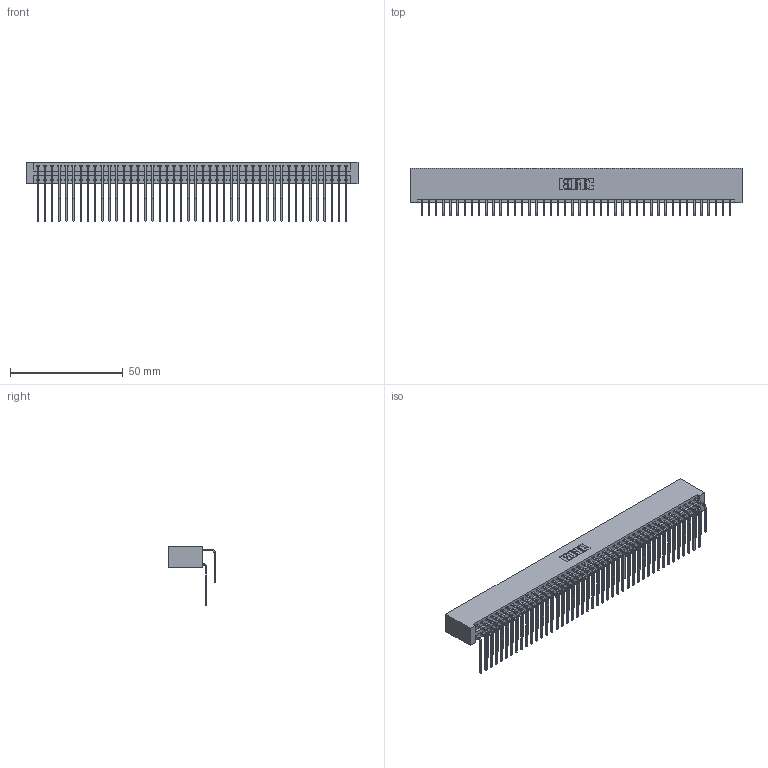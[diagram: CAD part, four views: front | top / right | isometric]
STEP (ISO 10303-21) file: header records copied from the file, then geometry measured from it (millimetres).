
FILE_DESCRIPTION (( 'STEP AP203' ), '1' );
FILE_NAME ('396-088-559-201.STEP', '2019-11-03T13:59:45', ( '' ), ( '' ), 'SwSTEP 2.0', 'SolidWorks 2016', '' );
FILE_SCHEMA (( 'CONFIG_CONTROL_DESIGN' ));
Length unit declared in the file: inch
Products named in the file (4): 396-088-559-201; 345-292-001_558 559 Tail - 1; 346 Part_No Mounting Lugs; 345-292-001_559 Tail - 2
Assembly tree (89 placements, depth 2):
  396-088-559-201
    346 Part_No Mounting Lugs
    345-292-001_558 559 Tail - 1  x44
    345-292-001_559 Tail - 2  x44
Bounding box: 146.94 x 20.89 x 26.16 mm (x, y, z)
Volume: 15424.8 mm3; surface area: 23832.5 mm2
Topology: 89 solids, 89 shells, 4866 faces, 14473 edges, 9530 vertices
Faces by surface type: plane 3328, cylinder 1538
Entity records: 29953 total; most frequent: CARTESIAN_POINT 4983, ORIENTED_EDGE 4866, DIRECTION 4409, EDGE_CURVE 2433, VECTOR 2093, LINE 2093, VERTEX_POINT 1618, AXIS2_PLACEMENT_3D 1158
